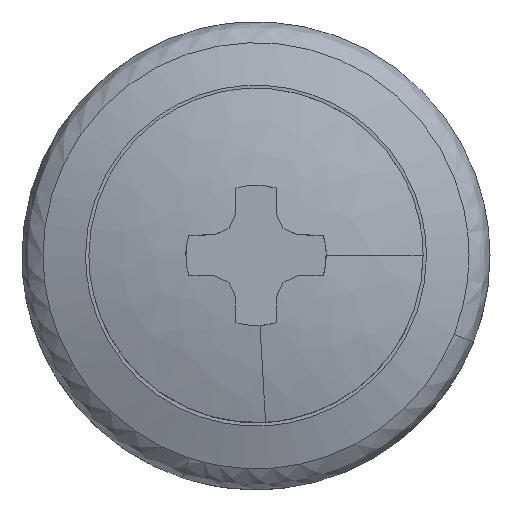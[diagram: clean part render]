
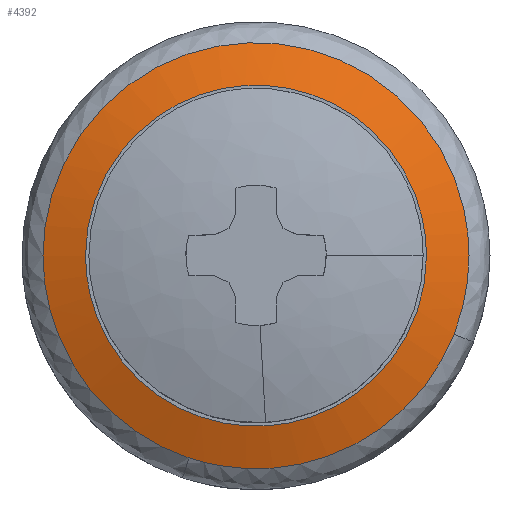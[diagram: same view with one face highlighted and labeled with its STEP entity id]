
A CAD part, top view. The second image highlights one B-rep face of the part: STEP entity #4392.
In plain terms, the highlighted free-form (B-spline) face has degree [2, 2] with [4, 4] control points.
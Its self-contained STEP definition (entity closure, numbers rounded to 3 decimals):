
#3067=CARTESIAN_POINT('',(-2.003,-6.05,-6.355));
#3068=VERTEX_POINT('',#3067);
#3082=CARTESIAN_POINT('',(-6.373,0.0,-6.355));
#3083=VERTEX_POINT('',#3082);
#3084=CARTESIAN_POINT('',(-2.003,-6.05,-6.355));
#3085=CARTESIAN_POINT('',(-6.373,-4.603,-6.355));
#3086=CARTESIAN_POINT('',(-6.373,0.0,-6.355));
#3094=(BOUNDED_CURVE()B_SPLINE_CURVE(2,(#3084,#3085,#3086),.UNSPECIFIED.,.F.,.U.)B_SPLINE_CURVE_WITH_KNOTS((3,3),(0.803,1.0),.UNSPECIFIED.)CURVE()GEOMETRIC_REPRESENTATION_ITEM()RATIONAL_B_SPLINE_CURVE((0.902,0.77,1.0))REPRESENTATION_ITEM(''));
#3095=EDGE_CURVE('',#3068,#3083,#3094,.T.);
#3097=CARTESIAN_POINT('',(6.373,0.0,-6.355));
#3098=VERTEX_POINT('',#3097);
#3099=CARTESIAN_POINT('',(-6.373,0.0,-6.355));
#3100=CARTESIAN_POINT('',(-6.373,6.373,-6.355));
#3101=CARTESIAN_POINT('',(0.0,6.373,-6.355));
#3102=CARTESIAN_POINT('',(6.373,6.373,-6.355));
#3103=CARTESIAN_POINT('',(6.373,0.0,-6.355));
#3111=(BOUNDED_CURVE()B_SPLINE_CURVE(2,(#3099,#3100,#3101,#3102,#3103),.UNSPECIFIED.,.F.,.U.)B_SPLINE_CURVE_WITH_KNOTS((3,2,3),(0.0,0.25,0.5),.UNSPECIFIED.)CURVE()GEOMETRIC_REPRESENTATION_ITEM()RATIONAL_B_SPLINE_CURVE((1.0,0.707,1.0,0.707,1.0))REPRESENTATION_ITEM(''));
#3112=EDGE_CURVE('',#3083,#3098,#3111,.T.);
#3114=CARTESIAN_POINT('',(5.925,-2.346,-6.355));
#3115=VERTEX_POINT('',#3114);
#3116=CARTESIAN_POINT('',(6.373,0.0,-6.355));
#3117=CARTESIAN_POINT('',(6.373,-1.216,-6.355));
#3118=CARTESIAN_POINT('',(5.925,-2.346,-6.355));
#3126=(BOUNDED_CURVE()B_SPLINE_CURVE(2,(#3116,#3117,#3118),.UNSPECIFIED.,.F.,.U.)B_SPLINE_CURVE_WITH_KNOTS((3,3),(0.5,0.563),.UNSPECIFIED.)CURVE()GEOMETRIC_REPRESENTATION_ITEM()RATIONAL_B_SPLINE_CURVE((1.0,0.927,0.89))REPRESENTATION_ITEM(''));
#3127=EDGE_CURVE('',#3098,#3115,#3126,.T.);
#3168=CARTESIAN_POINT('',(5.925,-2.346,-6.355));
#3169=CARTESIAN_POINT('',(4.331,-6.373,-6.355));
#3170=CARTESIAN_POINT('',(0.0,-6.373,-6.355));
#3171=CARTESIAN_POINT('',(-1.028,-6.373,-6.355));
#3172=CARTESIAN_POINT('',(-2.003,-6.05,-6.355));
#3180=(BOUNDED_CURVE()B_SPLINE_CURVE(2,(#3168,#3169,#3170,#3171,#3172),.UNSPECIFIED.,.F.,.U.)B_SPLINE_CURVE_WITH_KNOTS((3,2,3),(0.563,0.75,0.803),.UNSPECIFIED.)CURVE()GEOMETRIC_REPRESENTATION_ITEM()RATIONAL_B_SPLINE_CURVE((0.89,0.78,1.0,0.937,0.902))REPRESENTATION_ITEM(''));
#3181=EDGE_CURVE('',#3115,#3068,#3180,.T.);
#4315=CARTESIAN_POINT('',(5.1,0.0,-5.902));
#4316=VERTEX_POINT('',#4315);
#4317=CARTESIAN_POINT('',(-5.1,0.0,-5.902));
#4318=VERTEX_POINT('',#4317);
#4319=CARTESIAN_POINT('',(5.1,0.0,-5.902));
#4320=CARTESIAN_POINT('',(5.1,-5.1,-5.902));
#4321=CARTESIAN_POINT('',(0.0,-5.1,-5.902));
#4322=CARTESIAN_POINT('',(-5.1,-5.1,-5.902));
#4323=CARTESIAN_POINT('',(-5.1,0.0,-5.902));
#4331=(BOUNDED_CURVE()B_SPLINE_CURVE(2,(#4319,#4320,#4321,#4322,#4323),.UNSPECIFIED.,.F.,.U.)B_SPLINE_CURVE_WITH_KNOTS((3,2,3),(0.5,0.75,1.0),.UNSPECIFIED.)CURVE()GEOMETRIC_REPRESENTATION_ITEM()RATIONAL_B_SPLINE_CURVE((1.0,0.707,1.0,0.707,1.0))REPRESENTATION_ITEM(''));
#4332=EDGE_CURVE('',#4316,#4318,#4331,.T.);
#4334=CARTESIAN_POINT('',(-5.1,0.0,-5.902));
#4335=CARTESIAN_POINT('',(-5.1,5.1,-5.902));
#4336=CARTESIAN_POINT('',(0.0,5.1,-5.902));
#4337=CARTESIAN_POINT('',(5.1,5.1,-5.902));
#4338=CARTESIAN_POINT('',(5.1,0.0,-5.902));
#4346=(BOUNDED_CURVE()B_SPLINE_CURVE(2,(#4334,#4335,#4336,#4337,#4338),.UNSPECIFIED.,.F.,.U.)B_SPLINE_CURVE_WITH_KNOTS((3,2,3),(0.0,0.25,0.5),.UNSPECIFIED.)CURVE()GEOMETRIC_REPRESENTATION_ITEM()RATIONAL_B_SPLINE_CURVE((1.0,0.707,1.0,0.707,1.0))REPRESENTATION_ITEM(''));
#4347=EDGE_CURVE('',#4318,#4316,#4346,.T.);
#4358=CARTESIAN_POINT('',(-6.668,-6.667,-7.959));
#4359=CARTESIAN_POINT('',(-3.478,-6.956,-6.602));
#4360=CARTESIAN_POINT('',(3.478,-6.956,-6.602));
#4361=CARTESIAN_POINT('',(6.668,-6.667,-7.959));
#4362=CARTESIAN_POINT('',(-6.957,-3.478,-6.603));
#4363=CARTESIAN_POINT('',(-3.636,-3.635,-5.124));
#4364=CARTESIAN_POINT('',(3.636,-3.635,-5.124));
#4365=CARTESIAN_POINT('',(6.957,-3.478,-6.603));
#4366=CARTESIAN_POINT('',(-6.957,3.478,-6.603));
#4367=CARTESIAN_POINT('',(-3.636,3.636,-5.124));
#4368=CARTESIAN_POINT('',(3.636,3.636,-5.124));
#4369=CARTESIAN_POINT('',(6.957,3.478,-6.603));
#4370=CARTESIAN_POINT('',(-6.668,6.668,-7.959));
#4371=CARTESIAN_POINT('',(-3.478,6.957,-6.603));
#4372=CARTESIAN_POINT('',(3.478,6.957,-6.603));
#4373=CARTESIAN_POINT('',(6.668,6.668,-7.959));
#4381=(BOUNDED_SURFACE()B_SPLINE_SURFACE(2,2,((#4358,#4362,#4366,#4370),(#4359,#4363,#4367,#4371),(#4360,#4364,#4368,#4372),(#4361,#4365,#4369,#4373)),.UNSPECIFIED.,.F.,.F.,.U.)B_SPLINE_SURFACE_WITH_KNOTS((3,1,3),(3,1,3),(2.819,9.78,16.74),(2.82,9.78,16.74),.UNSPECIFIED.)GEOMETRIC_REPRESENTATION_ITEM()RATIONAL_B_SPLINE_SURFACE(((1.09,1.045,1.045,1.09),(1.045,1.0,1.0,1.045),(1.045,1.0,1.0,1.045),(1.09,1.045,1.045,1.09)))REPRESENTATION_ITEM('')SURFACE());
#4382=ORIENTED_EDGE('',*,*,#3095,.F.);
#4383=ORIENTED_EDGE('',*,*,#3181,.F.);
#4384=ORIENTED_EDGE('',*,*,#3127,.F.);
#4385=ORIENTED_EDGE('',*,*,#3112,.F.);
#4386=EDGE_LOOP('',(#4382,#4383,#4384,#4385));
#4387=FACE_OUTER_BOUND('',#4386,.T.);
#4388=ORIENTED_EDGE('',*,*,#4347,.T.);
#4389=ORIENTED_EDGE('',*,*,#4332,.T.);
#4390=EDGE_LOOP('',(#4388,#4389));
#4391=FACE_BOUND('',#4390,.T.);
#4392=ADVANCED_FACE('',(#4387,#4391),#4381,.T.);
